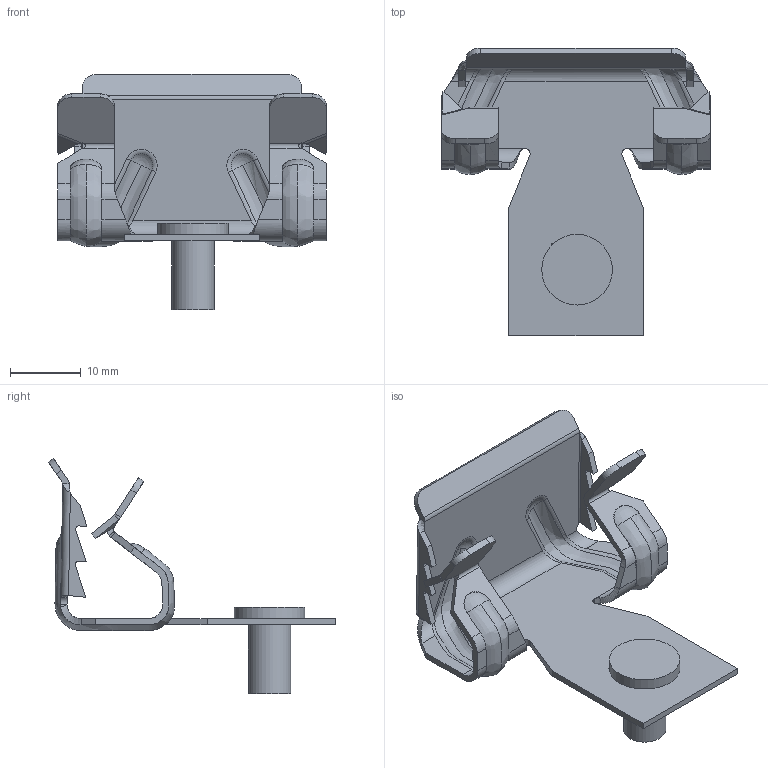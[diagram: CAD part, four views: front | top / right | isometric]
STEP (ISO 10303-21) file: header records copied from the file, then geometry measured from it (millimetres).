
FILE_DESCRIPTION (( 'STEP AP214' ), '1' );
FILE_NAME ('1483613.stp', '2021-08-05T14:19:08', ( '' ), ( '' ), 'SwSTEP 2.0', 'SolidWorks 2020', '' );
FILE_SCHEMA (( 'AUTOMOTIVE_DESIGN' ));
Length unit declared in the file: inch
Products named in the file (3): 1483613; 8205010208; M6 Stud_M6x9
Assembly tree (2 placements, depth 2):
  1483613
    8205010208
    M6 Stud_M6x9
Bounding box: 38.12 x 40.67 x 33.27 mm (x, y, z)
Volume: 2353.4 mm3; surface area: 4953.5 mm2
Topology: 2 solids, 2 shells, 198 faces, 521 edges, 324 vertices
Faces by surface type: plane 81, cylinder 54, bspline 47, torus 12, sphere 4
Full cylindrical faces by diameter (mm): 6 x1, 10 x1
Entity records: 25706 total; most frequent: CARTESIAN_POINT 21199, ORIENTED_EDGE 1030, DIRECTION 679, EDGE_CURVE 515, VERTEX_POINT 324, LINE 243, VECTOR 243, AXIS2_PLACEMENT_3D 218
